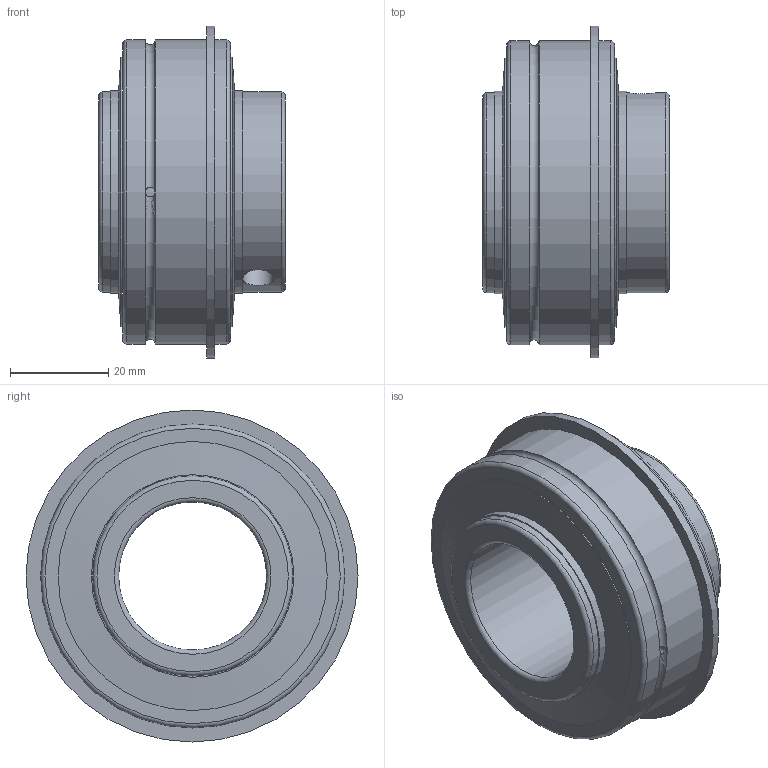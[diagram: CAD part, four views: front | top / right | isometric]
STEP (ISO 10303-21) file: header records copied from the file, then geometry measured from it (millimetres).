
FILE_DESCRIPTION(/* description */ ('Alibre Inc.'),/* implementation_level */ '2;1');
FILE_NAME(/* name */ 'export0',/* time_stamp */ '2018-06-22T08:50:50-07:00',/* author */ (''),/* organization */ (''),/* preprocessor_version */ 'ST-DEVELOPER v14',/* originating_system */ 'Alibre',/* authorisation */ '');
FILE_SCHEMA (('AUTOMOTIVE_DESIGN'));
Length unit declared in the file: centimetre
Bounding box: 38.1 x 67.69 x 67.69 mm (x, y, z)
Volume: 40575.9 mm3; surface area: 29492.5 mm2
Topology: 17 solids, 17 shells, 56 faces, 138 edges, 88 vertices
Faces by surface type: cylinder 21, sphere 12, plane 10, torus 9, cone 4
Full cylindrical faces by diameter (mm): 2.032 x2, 6.35 x2, 30.162 x1, 40.792 x4, 41.3 x2, 54.864 x4, 59.563 x1, 59.572 x1, 62 x3, 67.691 x1
Entity records: 1543 total; most frequent: CARTESIAN_POINT 538, DIRECTION 178, FACE_BOUND 108, ORIENTED_EDGE 104, AXIS2_PLACEMENT_3D 98, EDGE_LOOP 96, VERTEX_POINT 64, ADVANCED_FACE 56
